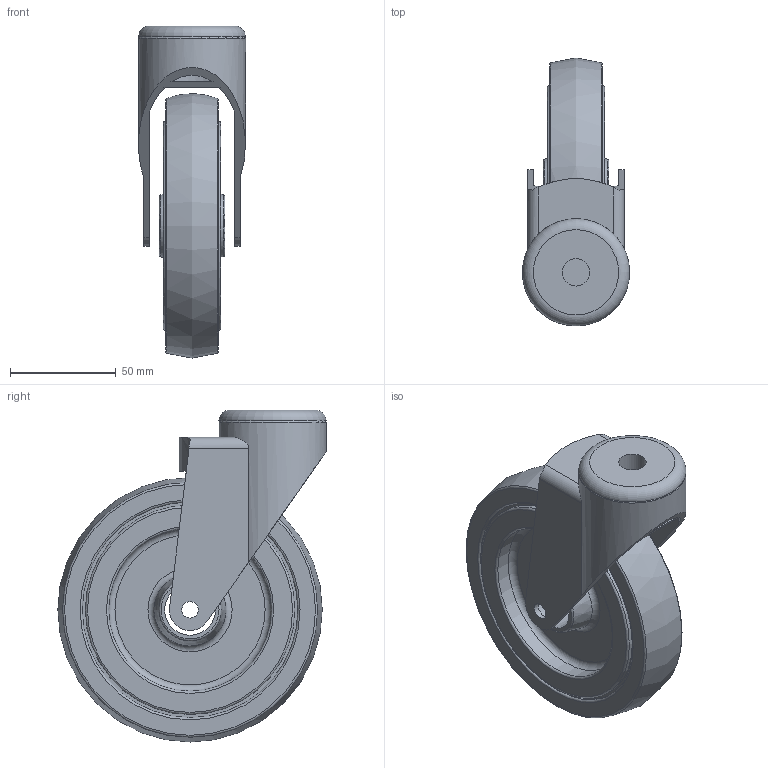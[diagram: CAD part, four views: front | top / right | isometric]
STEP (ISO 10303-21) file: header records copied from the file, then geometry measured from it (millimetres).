
FILE_DESCRIPTION(/* description */ ('Lenkrolle D=125 Vollgummi'),/* implementation_level */ '2;1');
FILE_NAME(/* name */ 'SF2310V.stp',/* time_stamp */ '2015-12-23T11:25:03+01:00',/* author */ ('Marina Kaa'),/* organization */ (''),/* preprocessor_version */ 'ST-DEVELOPER v15.6',/* originating_system */ 'Autodesk Inventor 2015',/* authorisation */ '');
FILE_SCHEMA (('AUTOMOTIVE_DESIGN { 1 0 10303 214 3 1 1 }'));
Length unit declared in the file: millimetre
Products named in the file (1): SF2310V_A
Bounding box: 50.7 x 126.85 x 157 mm (x, y, z)
Volume: 290771.7 mm3; surface area: 72405.3 mm2
Topology: 2 solids, 4 shells, 79 faces, 174 edges, 111 vertices
Faces by surface type: cylinder 31, plane 25, torus 18, bspline 3, cone 2
Full cylindrical faces by diameter (mm): 7.8 x2, 13 x1, 24 x1, 45.5 x1, 50.7 x1, 77 x2, 84 x2, 99 x2, 102 x2
Entity records: 2304 total; most frequent: CARTESIAN_POINT 555, DIRECTION 349, ORIENTED_EDGE 276, AXIS2_PLACEMENT_3D 153, EDGE_CURVE 138, EDGE_LOOP 133, VERTEX_POINT 109, FACE_OUTER_BOUND 79
